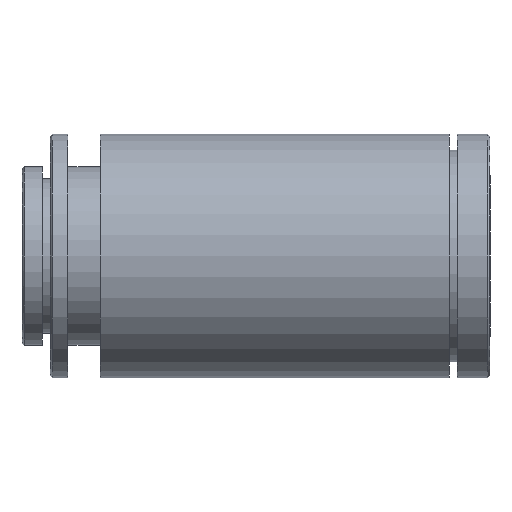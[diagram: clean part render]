
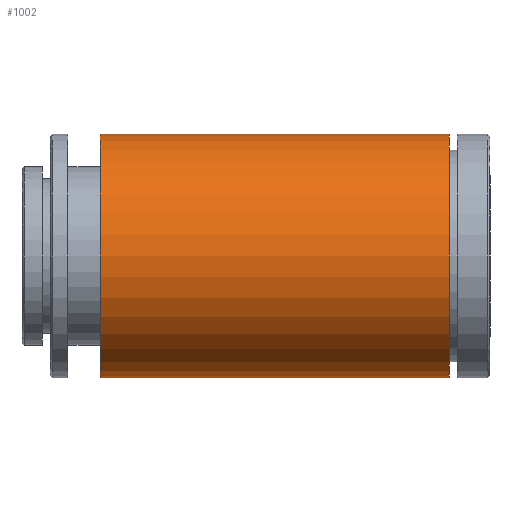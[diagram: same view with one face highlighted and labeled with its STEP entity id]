
A CAD part, front view. The second image highlights one B-rep face of the part: STEP entity #1002.
In plain terms, the highlighted cylindrical face has radius 15 mm (diameter 30 mm), a partial arc.
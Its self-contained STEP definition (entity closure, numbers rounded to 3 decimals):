
#11 = CARTESIAN_POINT ( 'NONE',  ( 52.58, 0., 15. ) ) ;
#36 = EDGE_CURVE ( 'NONE', #1120, #737, #1000, .T. ) ;
#55 = EDGE_CURVE ( 'NONE', #465, #411, #898, .T. ) ;
#70 = AXIS2_PLACEMENT_3D ( 'NONE', #998, #430, #988 ) ;
#75 = CARTESIAN_POINT ( 'NONE',  ( -282.112, 0., 0. ) ) ;
#136 = CARTESIAN_POINT ( 'NONE',  ( 52.58, 0., -15. ) ) ;
#171 = DIRECTION ( 'NONE',  ( -1., 0., 0. ) ) ;
#187 = VECTOR ( 'NONE', #554, 1000. ) ;
#198 = DIRECTION ( 'NONE',  ( 0., 0., 1. ) ) ;
#234 = EDGE_CURVE ( 'NONE', #737, #411, #767, .T. ) ;
#236 = CARTESIAN_POINT ( 'NONE',  ( 9.64, 0., -15. ) ) ;
#322 = ORIENTED_EDGE ( 'NONE', *, *, #234, .F. ) ;
#353 = FACE_OUTER_BOUND ( 'NONE', #375, .T. ) ;
#375 = EDGE_LOOP ( 'NONE', ( #878, #1132, #833, #322 ) ) ;
#411 = VERTEX_POINT ( 'NONE', #438 ) ;
#430 = DIRECTION ( 'NONE',  ( -1., 0., 0. ) ) ;
#433 = EDGE_CURVE ( 'NONE', #1120, #465, #924, .T. ) ;
#438 = CARTESIAN_POINT ( 'NONE',  ( 9.64, 0., 15. ) ) ;
#465 = VERTEX_POINT ( 'NONE', #11 ) ;
#520 = AXIS2_PLACEMENT_3D ( 'NONE', #75, #548, #532 ) ;
#532 = DIRECTION ( 'NONE',  ( 0., 0., 1. ) ) ;
#548 = DIRECTION ( 'NONE',  ( -1., 0., 0. ) ) ;
#554 = DIRECTION ( 'NONE',  ( -1., 0., 0. ) ) ;
#657 = AXIS2_PLACEMENT_3D ( 'NONE', #931, #835, #198 ) ;
#659 = VECTOR ( 'NONE', #171, 1000. ) ;
#716 = CARTESIAN_POINT ( 'NONE',  ( -282.112, 0., 15. ) ) ;
#737 = VERTEX_POINT ( 'NONE', #236 ) ;
#767 = CIRCLE ( 'NONE', #657, 15. ) ;
#833 = ORIENTED_EDGE ( 'NONE', *, *, #55, .T. ) ;
#835 = DIRECTION ( 'NONE',  ( -1., 0., 0. ) ) ;
#878 = ORIENTED_EDGE ( 'NONE', *, *, #36, .F. ) ;
#893 = CARTESIAN_POINT ( 'NONE',  ( -282.112, 0., -15. ) ) ;
#898 = LINE ( 'NONE', #716, #659 ) ;
#924 = CIRCLE ( 'NONE', #70, 15. ) ;
#931 = CARTESIAN_POINT ( 'NONE',  ( 9.64, 0., 0. ) ) ;
#988 = DIRECTION ( 'NONE',  ( 0., 0., 1. ) ) ;
#998 = CARTESIAN_POINT ( 'NONE',  ( 52.58, 0., 0. ) ) ;
#999 = CYLINDRICAL_SURFACE ( 'NONE', #520, 15. ) ;
#1000 = LINE ( 'NONE', #893, #187 ) ;
#1002 = ADVANCED_FACE ( 'NONE', ( #353 ), #999, .T. ) ;
#1120 = VERTEX_POINT ( 'NONE', #136 ) ;
#1132 = ORIENTED_EDGE ( 'NONE', *, *, #433, .T. ) ;
